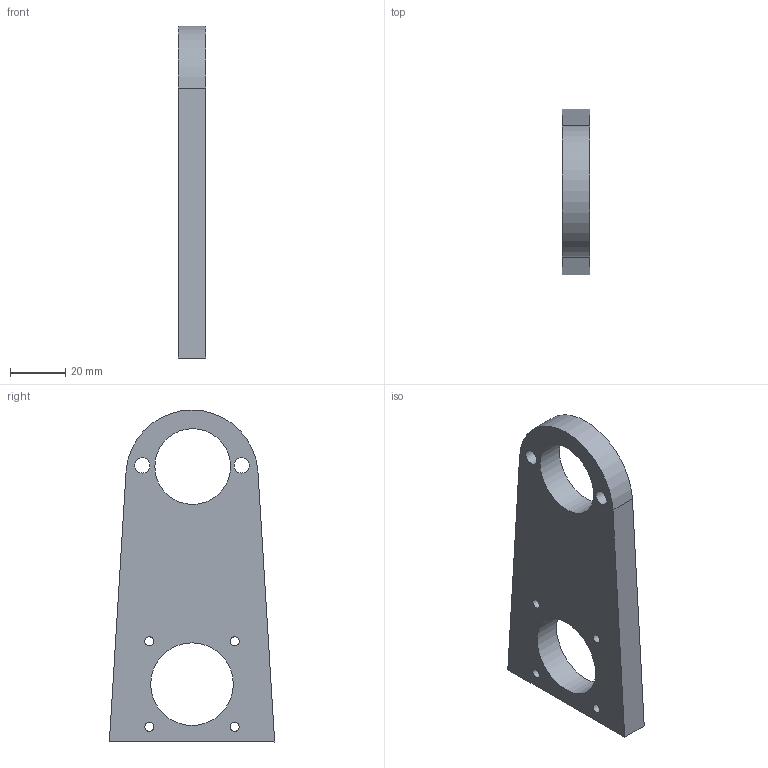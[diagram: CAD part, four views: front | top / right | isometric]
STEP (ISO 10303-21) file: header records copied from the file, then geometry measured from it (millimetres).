
FILE_DESCRIPTION(('FreeCAD Model'),'2;1');
FILE_NAME('large_plateform_side2.step','2021-02-05T11:51:35',( 'Author'),(''),'Open CASCADE STEP processor 7.3','FreeCAD','Unknown' );
FILE_SCHEMA(('AUTOMOTIVE_DESIGN { 1 0 10303 214 1 1 1 1 }'));
Length unit declared in the file: millimetre
Products named in the file (1): Body
Bounding box: 10 x 60 x 120.52 mm (x, y, z)
Volume: 46253.3 mm3; surface area: 16147.3 mm2
Topology: 1 solids, 1 shells, 18 faces, 46 edges, 30 vertices
Faces by surface type: cylinder 11, plane 5, cone 2
Full cylindrical faces by diameter (mm): 3.3 x4, 5.5 x4, 27.5 x1, 30 x1
Entity records: 599 total; most frequent: DIRECTION 104, CARTESIAN_POINT 93, ORIENTED_EDGE 88, EDGE_CURVE 44, AXIS2_PLACEMENT_3D 41, FACE_BOUND 36, EDGE_LOOP 36, VERTEX_POINT 30
